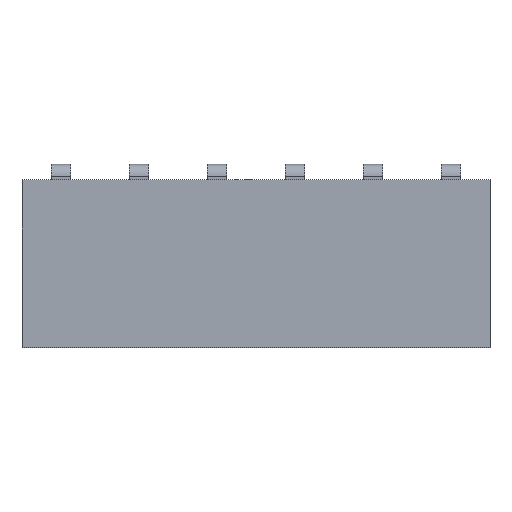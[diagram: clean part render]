
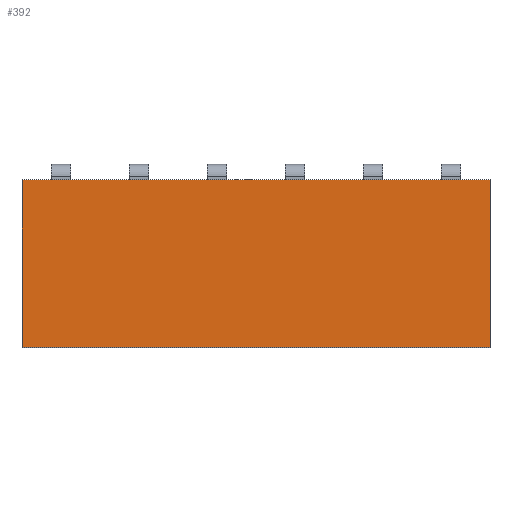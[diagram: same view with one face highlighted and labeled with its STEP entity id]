
A CAD part, top view. The second image highlights one B-rep face of the part: STEP entity #392.
In plain terms, the highlighted planar face has unit normal (0, 0, 1).
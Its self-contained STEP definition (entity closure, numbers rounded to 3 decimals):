
#392=ADVANCED_FACE('',(#3942),#3944,.T.);
#3942=FACE_BOUND('',#3943,.T.);
#3943=EDGE_LOOP('',(#6741,#6742,#6743,#6744));
#3944=PLANE('',#3945);
#3945=AXIS2_PLACEMENT_3D('',#3946,#3947,#3948);
#3946=CARTESIAN_POINT('',(-1.,-4.6,2.4));
#3947=DIRECTION('',(0.,0.,1.));
#3948=DIRECTION('',(1.,0.,0.));
#6741=ORIENTED_EDGE('',*,*,#8827,.T.);
#6742=ORIENTED_EDGE('',*,*,#8824,.T.);
#6743=ORIENTED_EDGE('',*,*,#8772,.F.);
#6744=ORIENTED_EDGE('',*,*,#8780,.F.);
#8772=EDGE_CURVE('',#9913,#9915,#9916,.T.);
#8780=EDGE_CURVE('',#9926,#9913,#9928,.T.);
#8824=EDGE_CURVE('',#9996,#9915,#9997,.T.);
#8827=EDGE_CURVE('',#9926,#9996,#10001,.T.);
#9913=VERTEX_POINT('',#11823);
#9915=VERTEX_POINT('',#11827);
#9916=LINE('',#11828,#11829);
#9926=VERTEX_POINT('',#11852);
#9928=LINE('',#11856,#11857);
#9996=VERTEX_POINT('',#12012);
#9997=LINE('',#12013,#12014);
#10001=LINE('',#12023,#12024);
#11823=CARTESIAN_POINT('',(-1.,-0.3,2.4));
#11827=CARTESIAN_POINT('',(11.,-0.3,2.4));
#11828=CARTESIAN_POINT('',(-1.,-0.3,2.4));
#11829=VECTOR('',#11830,1.);
#11830=DIRECTION('',(1.,0.,0.));
#11852=CARTESIAN_POINT('',(-1.,-4.6,2.4));
#11856=CARTESIAN_POINT('',(-1.,-4.6,2.4));
#11857=VECTOR('',#11858,1.);
#11858=DIRECTION('',(0.,1.,0.));
#12012=CARTESIAN_POINT('',(11.,-4.6,2.4));
#12013=CARTESIAN_POINT('',(11.,-4.6,2.4));
#12014=VECTOR('',#12015,1.);
#12015=DIRECTION('',(0.,1.,0.));
#12023=CARTESIAN_POINT('',(-1.,-4.6,2.4));
#12024=VECTOR('',#12025,1.);
#12025=DIRECTION('',(1.,0.,0.));
